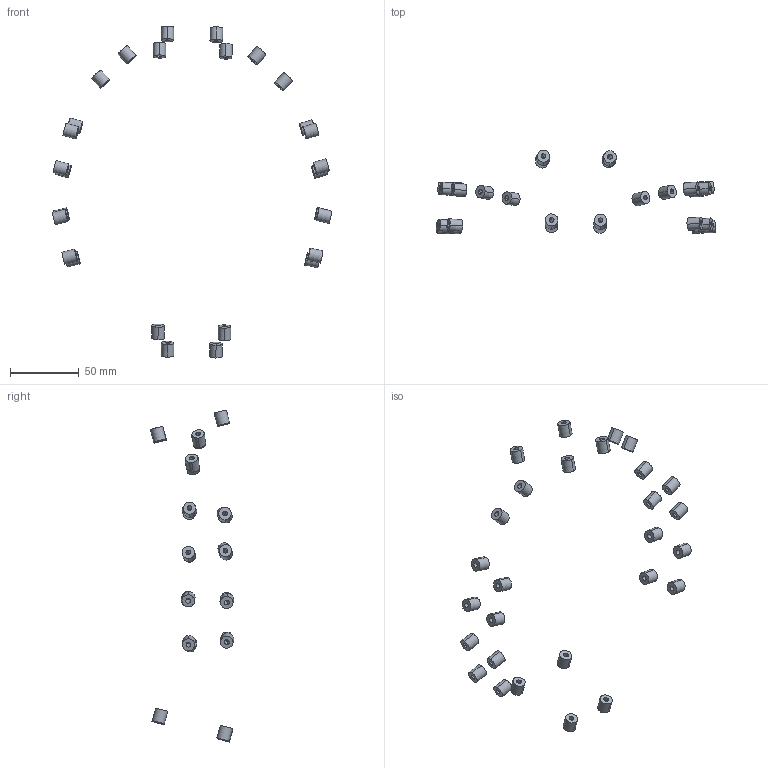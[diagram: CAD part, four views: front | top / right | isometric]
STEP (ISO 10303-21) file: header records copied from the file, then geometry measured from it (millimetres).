
FILE_DESCRIPTION(('FreeCAD Model'),'2;1');
FILE_NAME('M4 mount template_basic medium.step','2017-02-19T22:17:33',( 'Author'),(''),'Open CASCADE STEP processor 6.8','FreeCAD','Unknown' );
FILE_SCHEMA(('AUTOMOTIVE_DESIGN_CC2 { 1 2 10303 214 -1 1 5 4 }'));
Length unit declared in the file: millimetre
Products named in the file (29): M4_mount_template_basic_medium; M4_mount_template_basic_medium002; M4_mount_template_basic_medium001; M4_mount_template_basic_medium003; M4_mount_template_basic_medium004; M4_mount_template_basic_medium005; M4_mount_template_basic_medium006; M4_mount_template_basic_medium007; M4_mount_template_basic_medium008; M4_mount_template_basic_medium009; M4_mount_template_basic_medium010; M4_mount_template_basic_medium011; M4_mount_template_basic_medium012; M4_mount_template_basic_medium013; M4_mount_template_basic_medium014; M4_mount_template_basic_medium015; M4_mount_template_basic_medium016; M4_mount_template_basic_medium017; M4_mount_template_basic_medium018; M4_mount_template_basic_medium019; M4_mount_template_basic_medium020; M4_mount_template_basic_medium021; M4_mount_template_basic_medium022; M4_mount_template_basic_medium023; M4_mount_template_basic_medium024; M4_mount_template_basic_medium025; M4_mount_template_basic_medium026; M4_mount_template_basic_medium027; M4_mount_template_basic_medium028
Bounding box: 203.63 x 60.76 x 242 mm (x, y, z)
Volume: 14741.1 mm3; surface area: 13632.8 mm2
Topology: 28 solids, 28 shells, 168 faces, 672 edges, 896 vertices
Faces by surface type: revolution 112, plane 56
Entity records: 23146 total; most frequent: CARTESIAN_POINT 10585, DIRECTION 1794, ORIENTED_EDGE 672, CIRCLE 672, PCURVE 672, DEFINITIONAL_REPRESENTATION 672, AXIS2_PLACEMENT_3D 505, LINE 448
